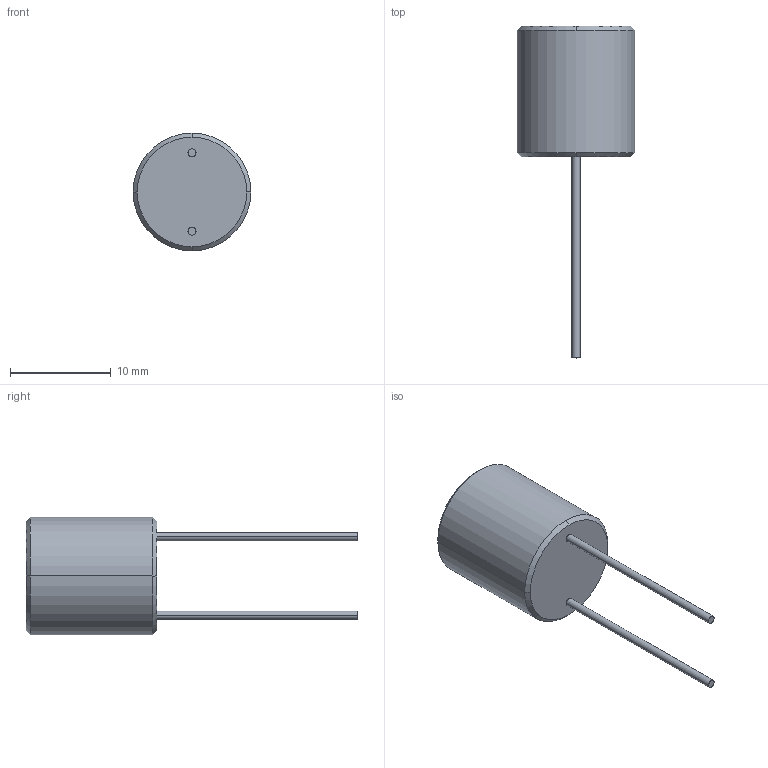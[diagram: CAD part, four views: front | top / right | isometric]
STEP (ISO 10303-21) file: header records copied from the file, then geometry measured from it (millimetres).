
FILE_DESCRIPTION(('STEP AP214'),'1');
FILE_NAME('rlb1314-153kl.stp','2018-10-07T08:31:44',('TraceParts'),('TraceParts S.A.'),'Spatial InterOp 3D',' ',' ');
FILE_SCHEMA(('automotive_design'));
Length unit declared in the file: millimetre
Products named in the file (1): rlb1314-153kl
Bounding box: 11.7 x 33 x 11.7 mm (x, y, z)
Volume: 1412 mm3; surface area: 775.8 mm2
Topology: 1 solids, 1 shells, 18 faces, 38 edges, 24 vertices
Faces by surface type: cone 8, cylinder 6, plane 4
Entity records: 509 total; most frequent: DIRECTION 100, CARTESIAN_POINT 81, ORIENTED_EDGE 76, AXIS2_PLACEMENT_3D 43, EDGE_CURVE 38, VERTEX_POINT 24, CIRCLE 24, EDGE_LOOP 20
